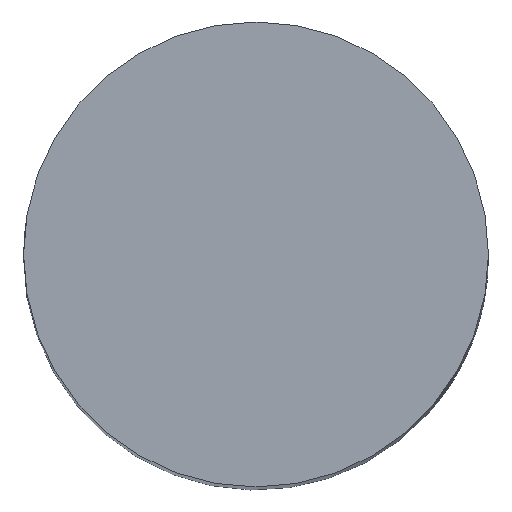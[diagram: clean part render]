
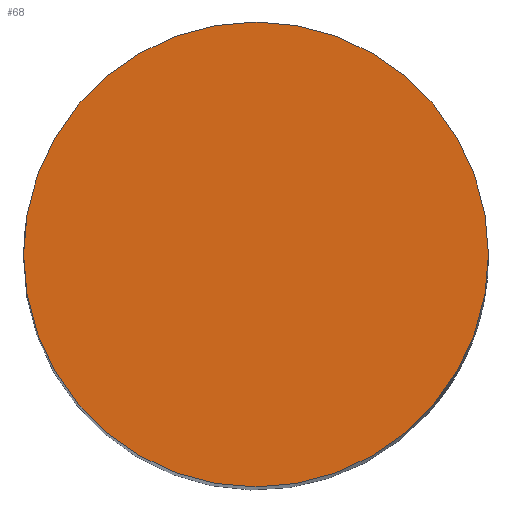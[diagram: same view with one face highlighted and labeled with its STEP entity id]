
A CAD part, top view. The second image highlights one B-rep face of the part: STEP entity #68.
In plain terms, the highlighted planar face has unit normal (0, 0, 1).
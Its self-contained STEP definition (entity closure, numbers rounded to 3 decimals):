
#68=ADVANCED_FACE('240[2]',(#167),#168,.T.);
#77=EDGE_CURVE('240[2]',#180,#180,#181,.T.);
#167=FACE_OUTER_BOUND('',#283,.T.);
#168=PLANE('',#284);
#180=VERTEX_POINT('',#301);
#181=CIRCLE('',#302,25.0);
#283=EDGE_LOOP('',(#437));
#284=AXIS2_PLACEMENT_3D('',#438,#439,#440);
#301=CARTESIAN_POINT('',(25.0,0.,0.0));
#302=AXIS2_PLACEMENT_3D('',#452,#453,#454);
#437=ORIENTED_EDGE('',*,*,#77,.F.);
#438=CARTESIAN_POINT('',(4.429,24.605,0.0));
#439=DIRECTION('',(0.0,0.0,1.0));
#440=DIRECTION('',(-1.0,0.0,0.0));
#452=CARTESIAN_POINT('',(0.0,0.0,0.0));
#453=DIRECTION('',(0.0,0.0,-1.0));
#454=DIRECTION('',(-1.0,0.0,0.0));
